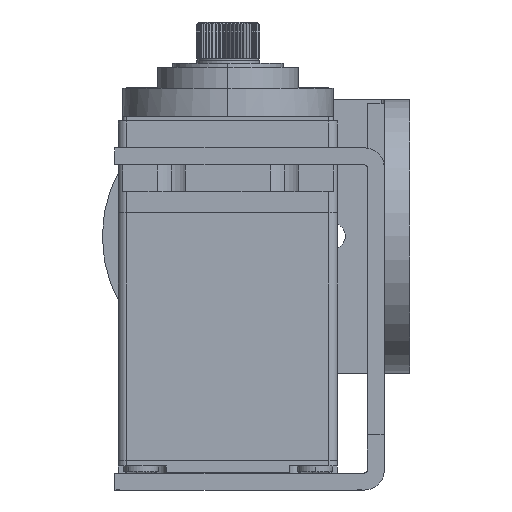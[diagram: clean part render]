
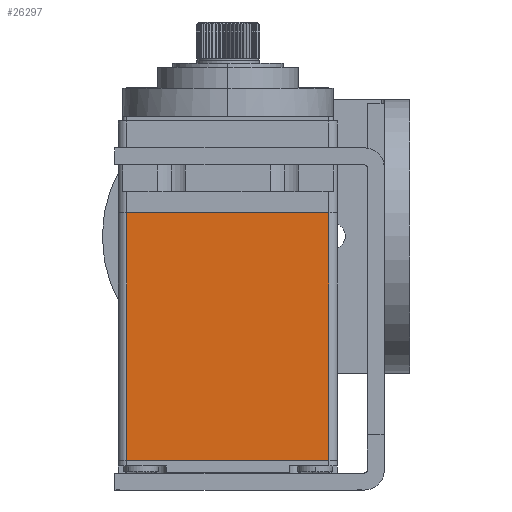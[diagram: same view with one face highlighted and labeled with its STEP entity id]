
A CAD part, left-side view. The second image highlights one B-rep face of the part: STEP entity #26297.
In plain terms, the highlighted face is planar.
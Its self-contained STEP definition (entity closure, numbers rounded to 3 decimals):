
#1540 = AXIS2_PLACEMENT_3D ( 'NONE', #9880, #28424, #12555 ) ;
#3454 = EDGE_CURVE ( 'NONE', #8174, #4593, #13852, .T. ) ;
#3992 = CARTESIAN_POINT ( 'NONE',  ( 19.368, 1.191, -9.08 ) ) ;
#4593 = VERTEX_POINT ( 'NONE', #14836 ) ;
#5906 = LINE ( 'NONE', #18577, #30697 ) ;
#6285 = LINE ( 'NONE', #22932, #32724 ) ;
#7263 = PLANE ( 'NONE',  #1540 ) ;
#8002 = ORIENTED_EDGE ( 'NONE', *, *, #18884, .F. ) ;
#8174 = VERTEX_POINT ( 'NONE', #16237 ) ;
#9547 = VECTOR ( 'NONE', #22471, 1000. ) ;
#9880 = CARTESIAN_POINT ( 'NONE',  ( 19.368, 1.191, -9.08 ) ) ;
#11120 = CARTESIAN_POINT ( 'NONE',  ( 19.368, -21.034, -9.08 ) ) ;
#12244 = EDGE_CURVE ( 'NONE', #8174, #29948, #5906, .T. ) ;
#12555 = DIRECTION ( 'NONE',  ( 0., 0., 1. ) ) ;
#13655 = DIRECTION ( 'NONE',  ( 0., 0., -1. ) ) ;
#13852 = LINE ( 'NONE', #18988, #34091 ) ;
#14836 = CARTESIAN_POINT ( 'NONE',  ( 19.368, 1.191, -9.08 ) ) ;
#16052 = DIRECTION ( 'NONE',  ( 0., -1., 0. ) ) ;
#16237 = CARTESIAN_POINT ( 'NONE',  ( 19.368, 1.191, 9.08 ) ) ;
#16628 = LINE ( 'NONE', #3992, #9547 ) ;
#18577 = CARTESIAN_POINT ( 'NONE',  ( 19.368, 1.191, 9.08 ) ) ;
#18774 = EDGE_CURVE ( 'NONE', #4593, #20256, #16628, .T. ) ;
#18884 = EDGE_CURVE ( 'NONE', #20256, #29948, #6285, .T. ) ;
#18988 = CARTESIAN_POINT ( 'NONE',  ( 19.368, 1.191, -9.08 ) ) ;
#20256 = VERTEX_POINT ( 'NONE', #11120 ) ;
#20951 = ORIENTED_EDGE ( 'NONE', *, *, #18774, .F. ) ;
#22471 = DIRECTION ( 'NONE',  ( 0., -1., 0. ) ) ;
#22932 = CARTESIAN_POINT ( 'NONE',  ( 19.368, -21.034, -9.08 ) ) ;
#25587 = DIRECTION ( 'NONE',  ( 0., 0., 1. ) ) ;
#26297 = ADVANCED_FACE ( 'NONE', ( #26404 ), #7263, .F. ) ;
#26404 = FACE_OUTER_BOUND ( 'NONE', #33547, .T. ) ;
#28424 = DIRECTION ( 'NONE',  ( -1., 0., 0. ) ) ;
#29768 = CARTESIAN_POINT ( 'NONE',  ( 19.368, -21.034, 9.08 ) ) ;
#29948 = VERTEX_POINT ( 'NONE', #29768 ) ;
#30697 = VECTOR ( 'NONE', #16052, 1000. ) ;
#30791 = ORIENTED_EDGE ( 'NONE', *, *, #12244, .T. ) ;
#32604 = ORIENTED_EDGE ( 'NONE', *, *, #3454, .F. ) ;
#32724 = VECTOR ( 'NONE', #25587, 1000. ) ;
#33547 = EDGE_LOOP ( 'NONE', ( #30791, #8002, #20951, #32604 ) ) ;
#34091 = VECTOR ( 'NONE', #13655, 1000. ) ;
